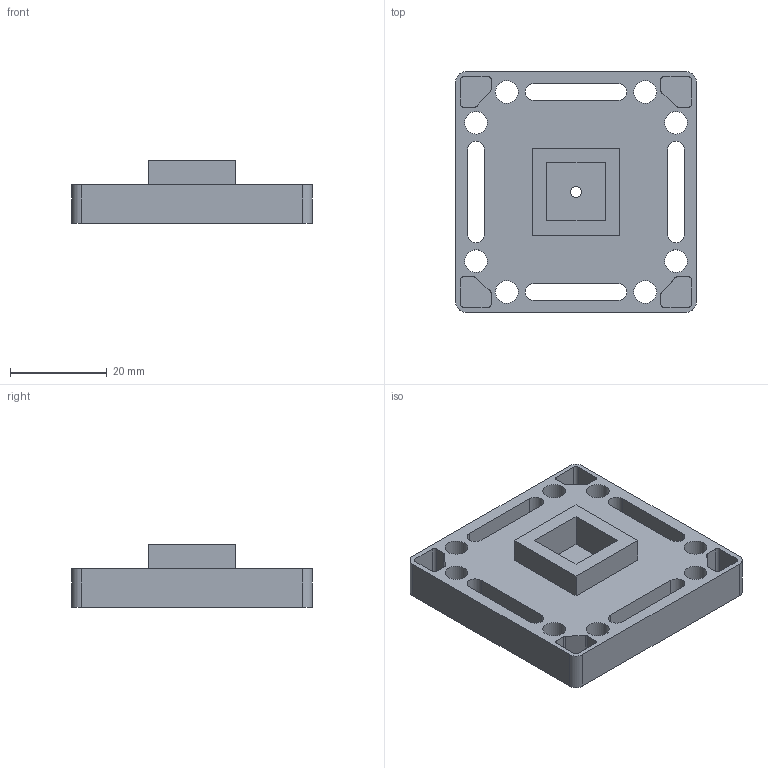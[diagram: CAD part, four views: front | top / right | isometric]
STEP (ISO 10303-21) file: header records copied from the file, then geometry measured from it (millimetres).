
FILE_DESCRIPTION(/* description */ (''),/* implementation_level */ '2;1');
FILE_NAME(/* name */ '20_Cube_Insert_Lightsheet_FEPTube_Rotating_diy_base.ipt.step',/* time_stamp */ '2022-11-29T08:04:23+01:00',/* author */ ('Prakash Lab'),/* organization */ (''),/* preprocessor_version */ 'ST-DEVELOPER v18.1',/* originating_system */ 'Autodesk Inventor 2022',/* authorisation */ '');
FILE_SCHEMA (('AUTOMOTIVE_DESIGN { 1 0 10303 214 3 1 1 }'));
Length unit declared in the file: inch
Products named in the file (1): 20_Cube_Insert_Lightsheet_FEPTube_Rotating_diy_base
Bounding box: 49.7 x 49.7 x 13 mm (x, y, z)
Volume: 16182.8 mm3; surface area: 9351.3 mm2
Topology: 1 solids, 1 shells, 89 faces, 243 edges, 162 vertices
Faces by surface type: plane 48, cylinder 41
Full cylindrical faces by diameter (mm): 2.3 x1, 4.7 x8
Entity records: 2934 total; most frequent: DIRECTION 505, CARTESIAN_POINT 495, ORIENTED_EDGE 486, EDGE_CURVE 243, AXIS2_PLACEMENT_3D 172, VERTEX_POINT 162, LINE 161, VECTOR 161
